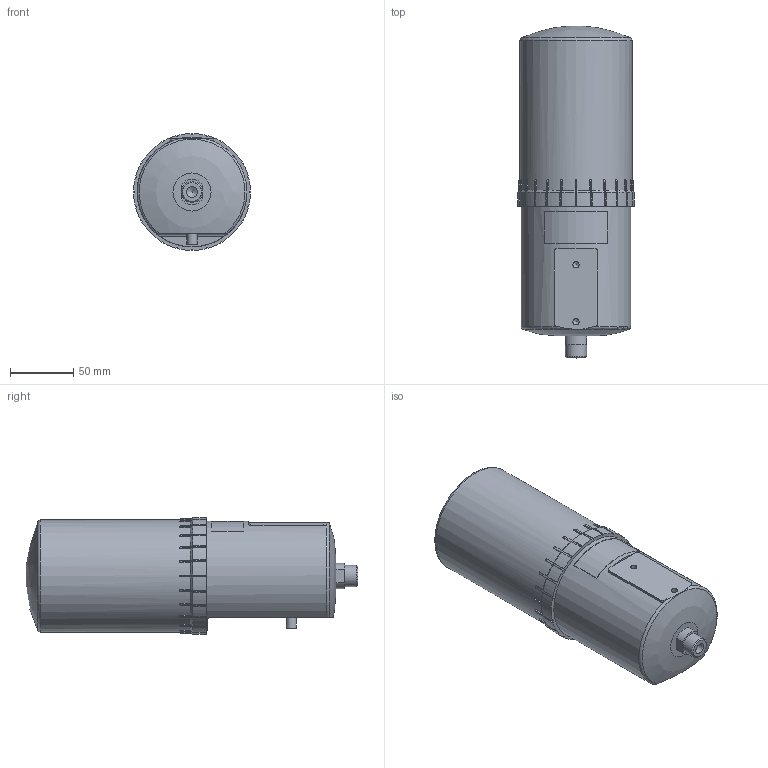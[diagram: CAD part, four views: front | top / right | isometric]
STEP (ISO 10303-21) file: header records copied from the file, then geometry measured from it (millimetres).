
FILE_DESCRIPTION((''),'2;1');
FILE_NAME('perma_PRO_500.stp','2005-11-22T12:45:55',('ScheitB'),(''),'Autodesk Inventor 10','Autodesk Inventor 10','');
FILE_SCHEMA(('AUTOMOTIVE_DESIGN { 1 0 10303 214 1 1 1 1 }'));
Length unit declared in the file: millimetre
Products named in the file (3): PRO_500_3d; Deckel500_3d; Antrieb_3d
Assembly tree (2 placements, depth 2):
  PRO_500_3d
    Deckel500_3d
    Antrieb_3d
Bounding box: 92.19 x 261.81 x 92.19 mm (x, y, z)
Volume: 1405537.5 mm3; surface area: 90964.8 mm2
Topology: 2 solids, 2 shells, 288 faces, 759 edges, 480 vertices
Faces by surface type: plane 188, cylinder 62, cone 26, bspline 9, torus 2, sphere 1
Full cylindrical faces by diameter (mm): 8 x1, 16.662 x1, 86.6 x1, 88.6 x1
Entity records: 9033 total; most frequent: CARTESIAN_POINT 1862, DIRECTION 1497, ORIENTED_EDGE 1472, EDGE_CURVE 736, VECTOR 515, LINE 515, AXIS2_PLACEMENT_3D 491, VERTEX_POINT 472
